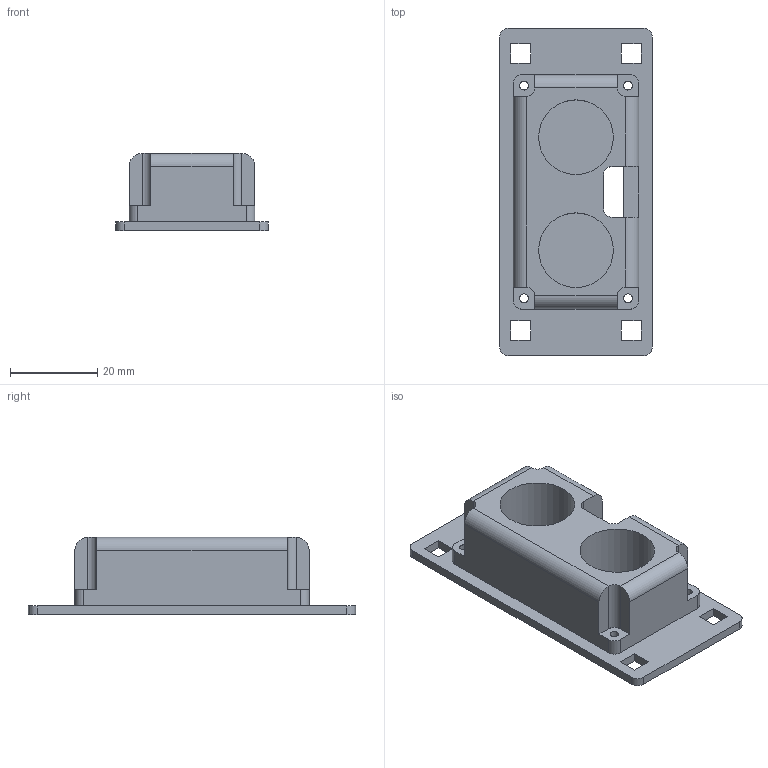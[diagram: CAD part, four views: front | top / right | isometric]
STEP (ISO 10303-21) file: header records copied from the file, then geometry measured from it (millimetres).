
FILE_DESCRIPTION(/* description */ (''),/* implementation_level */ '2;1');
FILE_NAME(/* name */ 'Ultrasonic Sensor Flat Mount.step',/* time_stamp */ '2018-09-09T17:21:07-04:00',/* author */ (''),/* organization */ (''),/* preprocessor_version */ 'ST-DEVELOPER v17.2',/* originating_system */ 'Autodesk Translation Framework v7.6.0.251',/* authorisation */ '');
FILE_SCHEMA (('AUTOMOTIVE_DESIGN { 1 0 10303 214 3 1 1 }'));
Length unit declared in the file: millimetre
Products named in the file (1): FusionComponent
Bounding box: 35 x 75 x 17.69 mm (x, y, z)
Volume: 16225.8 mm3; surface area: 12377.8 mm2
Topology: 2 solids, 2 shells, 94 faces, 267 edges, 176 vertices
Faces by surface type: plane 61, cylinder 33
Full cylindrical faces by diameter (mm): 2 x8, 17.134 x2
Entity records: 3156 total; most frequent: CARTESIAN_POINT 538, ORIENTED_EDGE 534, DIRECTION 527, EDGE_CURVE 267, LINE 197, VECTOR 197, VERTEX_POINT 176, AXIS2_PLACEMENT_3D 165
